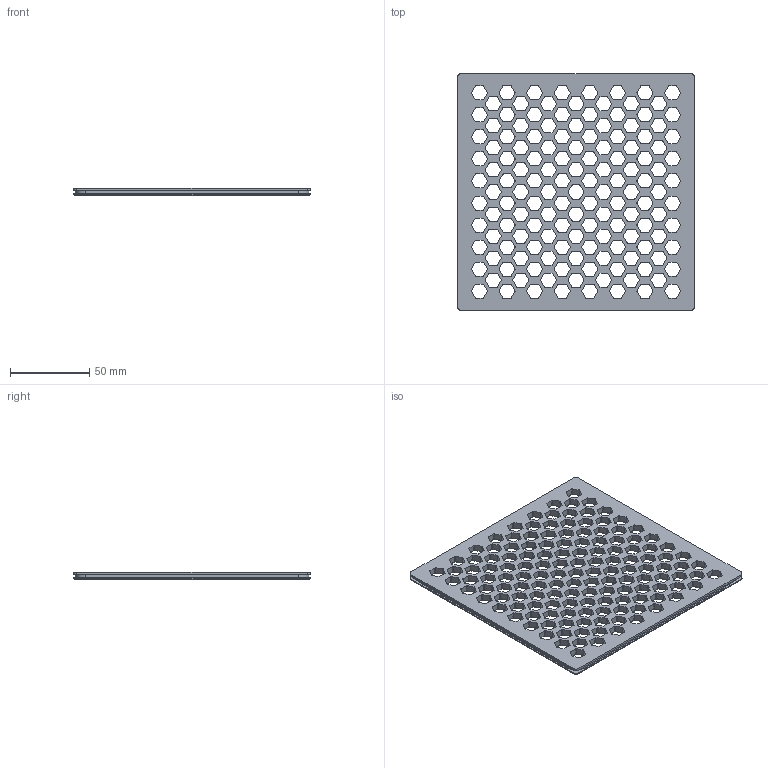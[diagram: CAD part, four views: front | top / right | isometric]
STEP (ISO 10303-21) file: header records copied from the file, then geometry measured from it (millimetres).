
FILE_DESCRIPTION((''),'2;1');
FILE_NAME('51046','2021-09-17T16:41:07',('rsmith'),(''),'CREO PARAMETRIC BY PTC INC, 2018400','CREO PARAMETRIC BY PTC INC, 2018400','');
FILE_SCHEMA(('AUTOMOTIVE_DESIGN { 1 0 10303 214 1 1 1 1 }'));
Products named in the file (1): 51046
Bounding box: 149.73 x 149.73 x 4.78 mm (x, y, z)
Volume: 54099.5 mm3; surface area: 48266.3 mm2
Topology: 1 solids, 1 shells, 3468 faces, 8668 edges, 5204 vertices
Faces by surface type: cylinder 1728, plane 878, bspline 858, cone 4
Entity records: 180281 total; most frequent: CARTESIAN_POINT 78832, ORIENTED_EDGE 17336, DIRECTION 13058, PRESENTATION_STYLE_ASSIGNMENT 8669, STYLED_ITEM 8669, CURVE_STYLE 8668, EDGE_CURVE 8668, VERTEX_POINT 5204
